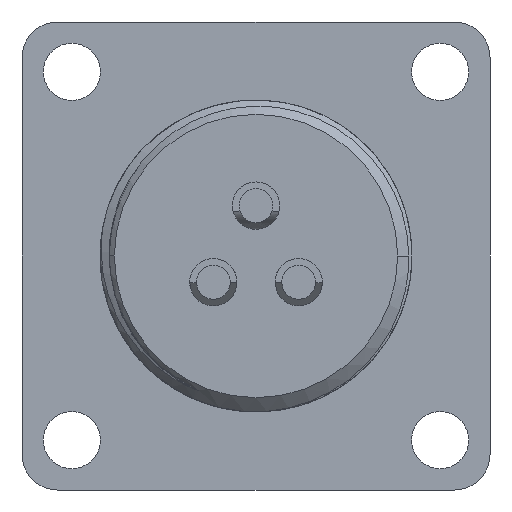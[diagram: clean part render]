
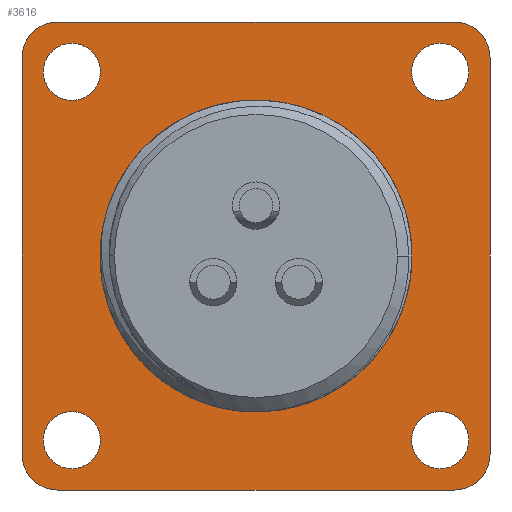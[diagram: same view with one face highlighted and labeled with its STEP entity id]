
A CAD part, front view. The second image highlights one B-rep face of the part: STEP entity #3616.
In plain terms, the highlighted planar face has unit normal (0, -1, 0).
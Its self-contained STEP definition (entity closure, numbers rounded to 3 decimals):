
#482=CARTESIAN_POINT('',(-11.1,-2.3,-11.1));
#483=DIRECTION('',(0.,-1.,0.));
#484=DIRECTION('',(-1.,0.,0.));
#485=AXIS2_PLACEMENT_3D('',#482,#483,#484);
#487=DIRECTION('',(0.,0.,-1.));
#488=VECTOR('',#487,22.2);
#489=CARTESIAN_POINT('',(-13.1,-2.3,11.1));
#490=LINE('',#489,#488);
#491=CARTESIAN_POINT('',(-11.1,-2.3,11.1));
#492=DIRECTION('',(0.,-1.,0.));
#493=DIRECTION('',(0.,0.,1.));
#494=AXIS2_PLACEMENT_3D('',#491,#492,#493);
#496=DIRECTION('',(-1.,0.,0.));
#497=VECTOR('',#496,22.2);
#498=CARTESIAN_POINT('',(11.1,-2.3,13.1));
#499=LINE('',#498,#497);
#500=CARTESIAN_POINT('',(11.1,-2.3,11.1));
#501=DIRECTION('',(0.,-1.,0.));
#502=DIRECTION('',(1.,0.,0.));
#503=AXIS2_PLACEMENT_3D('',#500,#501,#502);
#505=DIRECTION('',(0.,0.,1.));
#506=VECTOR('',#505,22.2);
#507=CARTESIAN_POINT('',(13.1,-2.3,-11.1));
#508=LINE('',#507,#506);
#509=CARTESIAN_POINT('',(11.1,-2.3,-11.1));
#510=DIRECTION('',(0.,-1.,0.));
#511=DIRECTION('',(0.,0.,-1.));
#512=AXIS2_PLACEMENT_3D('',#509,#510,#511);
#514=DIRECTION('',(1.,0.,0.));
#515=VECTOR('',#514,22.2);
#516=CARTESIAN_POINT('',(-11.1,-2.3,-13.1));
#517=LINE('',#516,#515);
#518=CARTESIAN_POINT('',(-10.31,-2.3,10.31));
#519=DIRECTION('',(0.,1.,0.));
#520=DIRECTION('',(0.,0.,1.));
#521=AXIS2_PLACEMENT_3D('',#518,#519,#520);
#523=CARTESIAN_POINT('',(-10.31,-2.3,10.31));
#524=DIRECTION('',(0.,1.,0.));
#525=DIRECTION('',(0.,0.,-1.));
#526=AXIS2_PLACEMENT_3D('',#523,#524,#525);
#528=CARTESIAN_POINT('',(10.31,-2.3,10.31));
#529=DIRECTION('',(0.,1.,0.));
#530=DIRECTION('',(0.,0.,1.));
#531=AXIS2_PLACEMENT_3D('',#528,#529,#530);
#533=CARTESIAN_POINT('',(10.31,-2.3,10.31));
#534=DIRECTION('',(0.,1.,0.));
#535=DIRECTION('',(0.,0.,-1.));
#536=AXIS2_PLACEMENT_3D('',#533,#534,#535);
#538=CARTESIAN_POINT('',(10.31,-2.3,-10.31));
#539=DIRECTION('',(0.,1.,0.));
#540=DIRECTION('',(0.,0.,1.));
#541=AXIS2_PLACEMENT_3D('',#538,#539,#540);
#543=CARTESIAN_POINT('',(10.31,-2.3,-10.31));
#544=DIRECTION('',(0.,1.,0.));
#545=DIRECTION('',(0.,0.,-1.));
#546=AXIS2_PLACEMENT_3D('',#543,#544,#545);
#548=CARTESIAN_POINT('',(-10.31,-2.3,-10.31));
#549=DIRECTION('',(0.,1.,0.));
#550=DIRECTION('',(0.,0.,1.));
#551=AXIS2_PLACEMENT_3D('',#548,#549,#550);
#553=CARTESIAN_POINT('',(-10.31,-2.3,-10.31));
#554=DIRECTION('',(0.,1.,0.));
#555=DIRECTION('',(0.,0.,-1.));
#556=AXIS2_PLACEMENT_3D('',#553,#554,#555);
#558=CARTESIAN_POINT('',(0.,-2.3,0.));
#559=DIRECTION('',(0.,1.,0.));
#560=DIRECTION('',(-1.,0.,0.));
#561=AXIS2_PLACEMENT_3D('',#558,#559,#560);
#563=CARTESIAN_POINT('',(0.,-2.3,0.));
#564=DIRECTION('',(0.,1.,0.));
#565=DIRECTION('',(1.,0.,0.));
#566=AXIS2_PLACEMENT_3D('',#563,#564,#565);
#2890=CARTESIAN_POINT('',(-10.31,-2.3,11.91));
#2891=CARTESIAN_POINT('',(-10.31,-2.3,8.71));
#2892=VERTEX_POINT('',#2890);
#2893=VERTEX_POINT('',#2891);
#2894=CARTESIAN_POINT('',(10.31,-2.3,11.91));
#2895=CARTESIAN_POINT('',(10.31,-2.3,8.71));
#2896=VERTEX_POINT('',#2894);
#2897=VERTEX_POINT('',#2895);
#2898=CARTESIAN_POINT('',(10.31,-2.3,-8.71));
#2899=CARTESIAN_POINT('',(10.31,-2.3,-11.91));
#2900=VERTEX_POINT('',#2898);
#2901=VERTEX_POINT('',#2899);
#2902=CARTESIAN_POINT('',(-10.31,-2.3,-8.71));
#2903=CARTESIAN_POINT('',(-10.31,-2.3,-11.91));
#2904=VERTEX_POINT('',#2902);
#2905=VERTEX_POINT('',#2903);
#2906=CARTESIAN_POINT('',(-13.1,-2.3,-11.1));
#2907=CARTESIAN_POINT('',(-11.1,-2.3,-13.1));
#2908=VERTEX_POINT('',#2906);
#2909=VERTEX_POINT('',#2907);
#2910=CARTESIAN_POINT('',(11.1,-2.3,-13.1));
#2911=VERTEX_POINT('',#2910);
#2912=CARTESIAN_POINT('',(13.1,-2.3,-11.1));
#2913=VERTEX_POINT('',#2912);
#2914=CARTESIAN_POINT('',(13.1,-2.3,11.1));
#2915=VERTEX_POINT('',#2914);
#2916=CARTESIAN_POINT('',(11.1,-2.3,13.1));
#2917=VERTEX_POINT('',#2916);
#2918=CARTESIAN_POINT('',(-11.1,-2.3,13.1));
#2919=VERTEX_POINT('',#2918);
#2920=CARTESIAN_POINT('',(-13.1,-2.3,11.1));
#2921=VERTEX_POINT('',#2920);
#2935=CARTESIAN_POINT('',(8.732,-2.3,0.));
#2937=VERTEX_POINT('',#2935);
#2968=CARTESIAN_POINT('',(-8.732,-2.3,0.));
#2969=VERTEX_POINT('',#2968);
#3571=CARTESIAN_POINT('',(0.,-2.3,0.));
#3572=DIRECTION('',(0.,-1.,0.));
#3573=DIRECTION('',(0.,0.,1.));
#3574=AXIS2_PLACEMENT_3D('',#3571,#3572,#3573);
#3575=PLANE('',#3574);
#3576=ORIENTED_EDGE('',*,*,#3467,.F.);
#3577=ORIENTED_EDGE('',*,*,#3482,.F.);
#3578=ORIENTED_EDGE('',*,*,#3496,.F.);
#3579=ORIENTED_EDGE('',*,*,#3510,.F.);
#3580=ORIENTED_EDGE('',*,*,#3524,.F.);
#3581=ORIENTED_EDGE('',*,*,#3538,.F.);
#3582=ORIENTED_EDGE('',*,*,#3552,.F.);
#3583=ORIENTED_EDGE('',*,*,#3565,.F.);
#3584=EDGE_LOOP('',(#3576,#3577,#3578,#3579,#3580,#3581,#3582,#3583));
#3585=FACE_OUTER_BOUND('',#3584,.F.);
#3587=ORIENTED_EDGE('',*,*,#3586,.F.);
#3589=ORIENTED_EDGE('',*,*,#3588,.F.);
#3590=EDGE_LOOP('',(#3587,#3589));
#3591=FACE_BOUND('',#3590,.F.);
#3593=ORIENTED_EDGE('',*,*,#3592,.F.);
#3595=ORIENTED_EDGE('',*,*,#3594,.F.);
#3596=EDGE_LOOP('',(#3593,#3595));
#3597=FACE_BOUND('',#3596,.F.);
#3599=ORIENTED_EDGE('',*,*,#3598,.F.);
#3601=ORIENTED_EDGE('',*,*,#3600,.F.);
#3602=EDGE_LOOP('',(#3599,#3601));
#3603=FACE_BOUND('',#3602,.F.);
#3605=ORIENTED_EDGE('',*,*,#3604,.F.);
#3607=ORIENTED_EDGE('',*,*,#3606,.F.);
#3608=EDGE_LOOP('',(#3605,#3607));
#3609=FACE_BOUND('',#3608,.F.);
#3611=ORIENTED_EDGE('',*,*,#3610,.F.);
#3613=ORIENTED_EDGE('',*,*,#3612,.F.);
#3614=EDGE_LOOP('',(#3611,#3613));
#3615=FACE_BOUND('',#3614,.F.);
#3616=ADVANCED_FACE('',(#3585,#3591,#3597,#3603,#3609,#3615),#3575,.T.);
#486=CIRCLE('',#485,2.);
#495=CIRCLE('',#494,2.);
#504=CIRCLE('',#503,2.);
#513=CIRCLE('',#512,2.);
#522=CIRCLE('',#521,1.6);
#527=CIRCLE('',#526,1.6);
#532=CIRCLE('',#531,1.6);
#537=CIRCLE('',#536,1.6);
#542=CIRCLE('',#541,1.6);
#547=CIRCLE('',#546,1.6);
#552=CIRCLE('',#551,1.6);
#557=CIRCLE('',#556,1.6);
#562=CIRCLE('',#561,8.732);
#567=CIRCLE('',#566,8.732);
#3467=EDGE_CURVE('',#2908,#2909,#486,.T.);
#3482=EDGE_CURVE('',#2921,#2908,#490,.T.);
#3496=EDGE_CURVE('',#2919,#2921,#495,.T.);
#3510=EDGE_CURVE('',#2917,#2919,#499,.T.);
#3524=EDGE_CURVE('',#2915,#2917,#504,.T.);
#3538=EDGE_CURVE('',#2913,#2915,#508,.T.);
#3552=EDGE_CURVE('',#2911,#2913,#513,.T.);
#3565=EDGE_CURVE('',#2909,#2911,#517,.T.);
#3586=EDGE_CURVE('',#2892,#2893,#522,.T.);
#3588=EDGE_CURVE('',#2893,#2892,#527,.T.);
#3592=EDGE_CURVE('',#2896,#2897,#532,.T.);
#3594=EDGE_CURVE('',#2897,#2896,#537,.T.);
#3598=EDGE_CURVE('',#2900,#2901,#542,.T.);
#3600=EDGE_CURVE('',#2901,#2900,#547,.T.);
#3604=EDGE_CURVE('',#2904,#2905,#552,.T.);
#3606=EDGE_CURVE('',#2905,#2904,#557,.T.);
#3610=EDGE_CURVE('',#2969,#2937,#562,.T.);
#3612=EDGE_CURVE('',#2937,#2969,#567,.T.);
